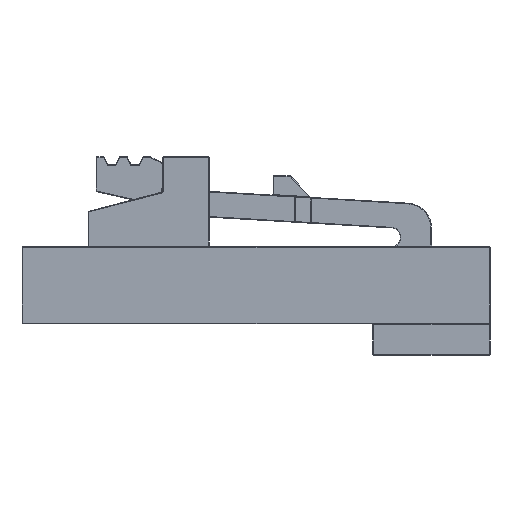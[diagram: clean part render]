
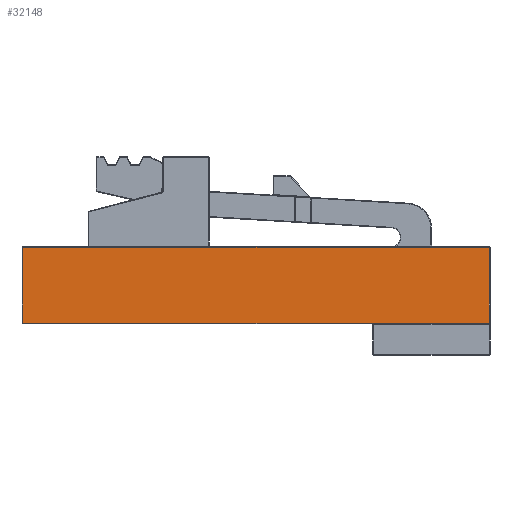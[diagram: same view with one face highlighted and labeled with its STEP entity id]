
A CAD part, left-side view. The second image highlights one B-rep face of the part: STEP entity #32148.
In plain terms, the highlighted planar face has unit normal (-1, 0, 0).
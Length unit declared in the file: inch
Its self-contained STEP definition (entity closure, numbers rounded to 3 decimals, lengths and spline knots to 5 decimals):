
#437=PLANE('',#36447);
#2788=LINE('',#56955,#5003);
#2793=LINE('',#56991,#5008);
#2795=LINE('',#56994,#5010);
#2819=LINE('',#57076,#5034);
#5003=VECTOR('',#45143,0.3937);
#5008=VECTOR('',#45188,0.3937);
#5010=VECTOR('',#45192,0.3937);
#5034=VECTOR('',#45298,0.3937);
#8802=FACE_OUTER_BOUND('',#10979,.T.);
#10979=EDGE_LOOP('',(#28520,#28521,#28522,#28523));
#15326=VERTEX_POINT('',#56876);
#15345=VERTEX_POINT('',#56941);
#15347=VERTEX_POINT('',#56948);
#15358=VERTEX_POINT('',#56987);
#19456=EDGE_CURVE('',#15326,#15347,#2788,.T.);
#19474=EDGE_CURVE('',#15347,#15358,#2793,.T.);
#19476=EDGE_CURVE('',#15358,#15345,#2795,.T.);
#19520=EDGE_CURVE('',#15345,#15326,#2819,.T.);
#28520=ORIENTED_EDGE('',*,*,#19456,.F.);
#28521=ORIENTED_EDGE('',*,*,#19520,.F.);
#28522=ORIENTED_EDGE('',*,*,#19476,.F.);
#28523=ORIENTED_EDGE('',*,*,#19474,.F.);
#32148=ADVANCED_FACE('',(#8802),#437,.T.);
#36447=AXIS2_PLACEMENT_3D('',#58204,#46354,#46355);
#45143=DIRECTION('',(0.,-1.,0.));
#45188=DIRECTION('',(0.,0.,-1.));
#45192=DIRECTION('',(0.,1.,0.));
#45298=DIRECTION('',(0.,0.,1.));
#46354=DIRECTION('center_axis',(-1.,0.,0.));
#46355=DIRECTION('ref_axis',(0.,0.,1.));
#56876=CARTESIAN_POINT('',(-0.3995,0.29921,0.04871));
#56941=CARTESIAN_POINT('',(-0.3995,0.29921,-0.04871));
#56948=CARTESIAN_POINT('',(-0.3995,-0.29921,0.04871));
#56955=CARTESIAN_POINT('',(-0.3995,-0.3,0.04871));
#56987=CARTESIAN_POINT('',(-0.3995,-0.29921,-0.04871));
#56991=CARTESIAN_POINT('',(-0.3995,-0.29921,-0.02475));
#56994=CARTESIAN_POINT('',(-0.3995,-0.3,-0.04871));
#57076=CARTESIAN_POINT('',(-0.3995,0.29921,-0.02475));
#58204=CARTESIAN_POINT('Origin',(-0.3995,-0.3,-0.0495));
